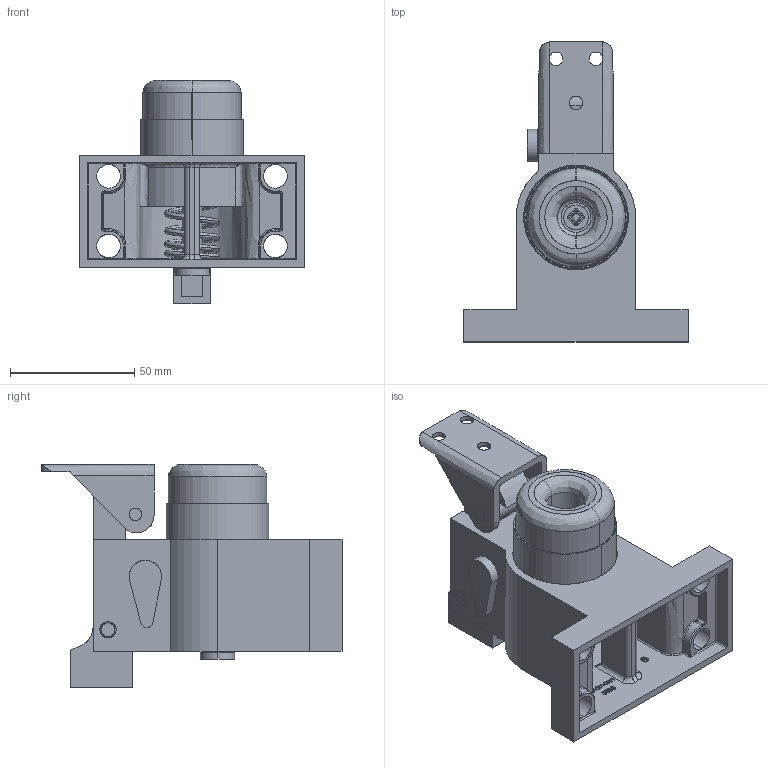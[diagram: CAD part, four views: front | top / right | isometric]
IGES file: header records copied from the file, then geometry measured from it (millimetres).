
Start section: SolidWorks IGES file using analytic representation for surfaces
Global section: file name: 3838.IGS; native system: SolidWorks 2018; preprocessor: SolidWorks 2018; author: Christian; date: 211116.103857; units: millimetre
Bounding box: 90 x 120.5 x 89.6 mm (x, y, z)
Surface area: 79834.7 mm2 (no closed solid volume)
Topology: 0 solids, 0 shells, 649 faces, 10149 edges, 10135 vertices
Faces by surface type: bspline 433, revolution 216
